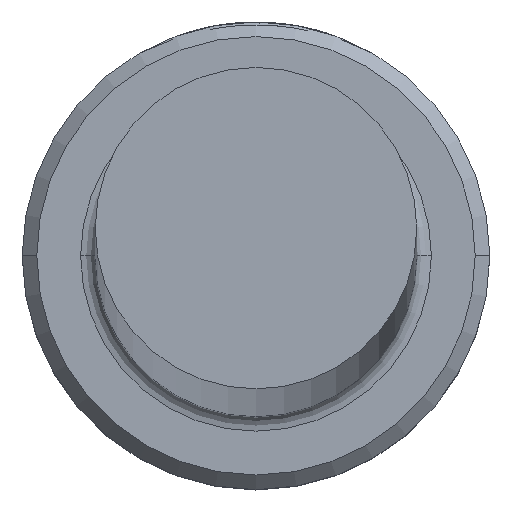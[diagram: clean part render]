
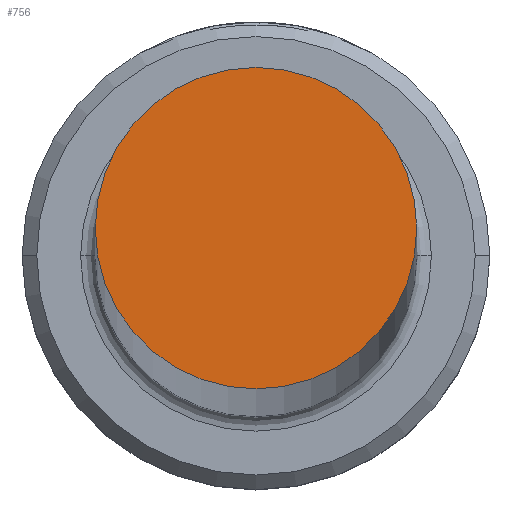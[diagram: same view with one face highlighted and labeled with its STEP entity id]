
A CAD part, top view. The second image highlights one B-rep face of the part: STEP entity #756.
In plain terms, the highlighted planar face has unit normal (0, 0, 1).
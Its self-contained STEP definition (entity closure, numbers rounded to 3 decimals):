
#44 = VERTEX_POINT ( 'NONE', #582 ) ;
#86 = DIRECTION ( 'NONE',  ( 1., 0., 0. ) ) ;
#90 = AXIS2_PLACEMENT_3D ( 'NONE', #189, #100, #86 ) ;
#100 = DIRECTION ( 'NONE',  ( 0., 0., 1. ) ) ;
#118 = VERTEX_POINT ( 'NONE', #826 ) ;
#164 = ORIENTED_EDGE ( 'NONE', *, *, #181, .T. ) ;
#181 = EDGE_CURVE ( 'NONE', #118, #44, #612, .T. ) ;
#189 = CARTESIAN_POINT ( 'NONE',  ( 0., 0., 550. ) ) ;
#242 = DIRECTION ( 'NONE',  ( 0., 0., 1. ) ) ;
#317 = CIRCLE ( 'NONE', #841, 5.5 ) ;
#323 = ORIENTED_EDGE ( 'NONE', *, *, #543, .T. ) ;
#349 = DIRECTION ( 'NONE',  ( 1., 0., 0. ) ) ;
#543 = EDGE_CURVE ( 'NONE', #44, #118, #317, .T. ) ;
#551 = AXIS2_PLACEMENT_3D ( 'NONE', #712, #905, #349 ) ;
#582 = CARTESIAN_POINT ( 'NONE',  ( -5.5, 0., 550. ) ) ;
#612 = CIRCLE ( 'NONE', #90, 5.5 ) ;
#712 = CARTESIAN_POINT ( 'NONE',  ( 0., 0., 550. ) ) ;
#756 = ADVANCED_FACE ( 'NONE', ( #852 ), #806, .T. ) ;
#781 = CARTESIAN_POINT ( 'NONE',  ( 0., 0., 550. ) ) ;
#806 = PLANE ( 'NONE',  #551 ) ;
#826 = CARTESIAN_POINT ( 'NONE',  ( 5.5, 0., 550. ) ) ;
#841 = AXIS2_PLACEMENT_3D ( 'NONE', #781, #242, #880 ) ;
#852 = FACE_OUTER_BOUND ( 'NONE', #1066, .T. ) ;
#880 = DIRECTION ( 'NONE',  ( 1., 0., 0. ) ) ;
#905 = DIRECTION ( 'NONE',  ( 0., 0., 1. ) ) ;
#1066 = EDGE_LOOP ( 'NONE', ( #323, #164 ) ) ;
